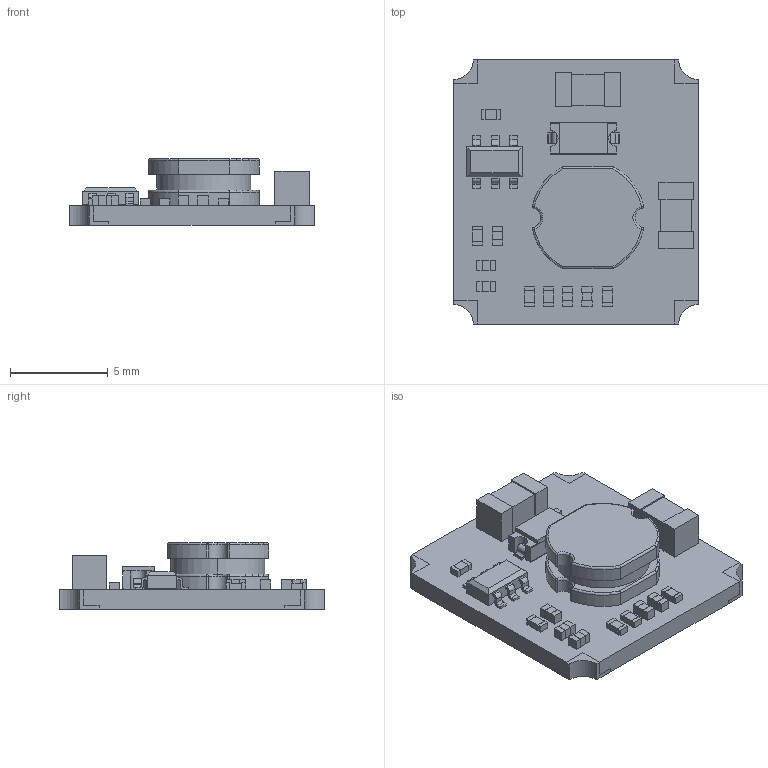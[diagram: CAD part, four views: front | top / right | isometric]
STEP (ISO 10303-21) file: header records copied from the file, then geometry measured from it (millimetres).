
FILE_DESCRIPTION (( 'STEP AP214' ), '1' );
FILE_NAME ('VXO7805-500-M-TR.STEP', '2022-06-13T06:23:39', ( '' ), ( '' ), 'SwSTEP 2.0', 'SolidWorks 2014', '' );
FILE_SCHEMA (( 'AUTOMOTIVE_DESIGN' ));
Length unit declared in the file: millimetre
Products named in the file (1): VXO7805-500-M-TR
Bounding box: 12.5 x 13.5 x 3.4 mm (x, y, z)
Volume: 254 mm3; surface area: 773.6 mm2
Topology: 55 solids, 55 shells, 501 faces, 1129 edges, 738 vertices
Faces by surface type: plane 404, cylinder 71, torus 14, sphere 12
Entity records: 15047 total; most frequent: CARTESIAN_POINT 2513, DIRECTION 2297, ORIENTED_EDGE 2258, EDGE_CURVE 1129, LINE 949, VECTOR 949, VERTEX_POINT 738, AXIS2_PLACEMENT_3D 674
